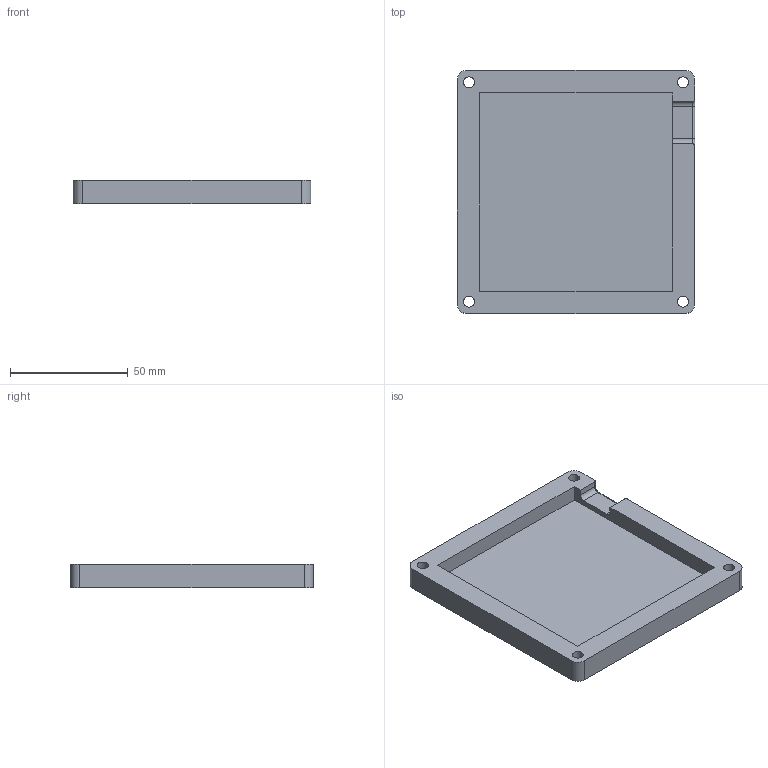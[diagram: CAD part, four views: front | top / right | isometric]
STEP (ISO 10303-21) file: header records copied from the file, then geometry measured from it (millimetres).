
FILE_DESCRIPTION(('HOOPS Exchange Step'),'2;1');
FILE_NAME('temp_export','2025-05-31T09:31:22+05:30',('mobile'),('Shapr3D Limited'),'HOOPS Exchange 2024.8','Shapr3D','Authorized');
FILE_SCHEMA( ('AP242_MANAGED_MODEL_BASED_3D_ENGINEERING_MIM_LF {1 0 10303 442 1 1 4}') );
Length unit declared in the file: millimetre
Products named in the file (1): Bottom
Bounding box: 100.84 x 103.19 x 10 mm (x, y, z)
Volume: 54240.6 mm3; surface area: 27471.4 mm2
Topology: 1 solids, 1 shells, 29 faces, 77 edges, 50 vertices
Faces by surface type: plane 14, cylinder 13, torus 2
Full cylindrical faces by diameter (mm): 4.7 x4
Entity records: 959 total; most frequent: DIRECTION 167, CARTESIAN_POINT 158, ORIENTED_EDGE 154, EDGE_CURVE 77, AXIS2_PLACEMENT_3D 59, VERTEX_POINT 50, VECTOR 49, LINE 49
